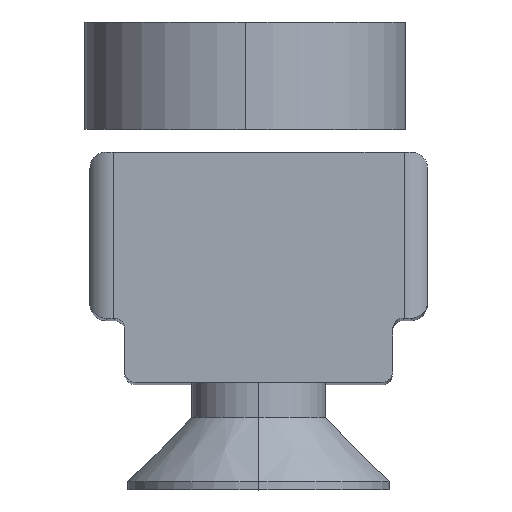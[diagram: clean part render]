
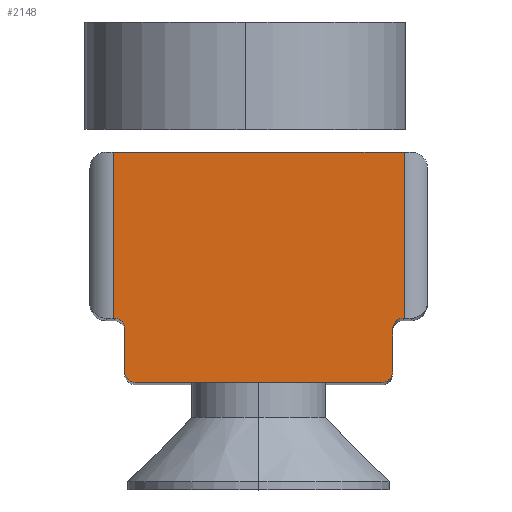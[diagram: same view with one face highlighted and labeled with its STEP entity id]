
A CAD part, top view. The second image highlights one B-rep face of the part: STEP entity #2148.
In plain terms, the highlighted face is planar.
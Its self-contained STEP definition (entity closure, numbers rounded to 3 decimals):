
#47 = EDGE_CURVE ( 'NONE', #651, #1658, #1945, .T. ) ;
#93 = CARTESIAN_POINT ( 'NONE',  ( 0., 0., 2.715 ) ) ;
#101 = ORIENTED_EDGE ( 'NONE', *, *, #1482, .F. ) ;
#120 = DIRECTION ( 'NONE',  ( 0., -1., 0. ) ) ;
#133 = DIRECTION ( 'NONE',  ( 0., 0., 1. ) ) ;
#145 = ORIENTED_EDGE ( 'NONE', *, *, #1409, .T. ) ;
#151 = CARTESIAN_POINT ( 'NONE',  ( 0., 0., -2.715 ) ) ;
#217 = CIRCLE ( 'NONE', #2398, 0.2 ) ;
#220 = CARTESIAN_POINT ( 'NONE',  ( 0., 4.1, 2.5 ) ) ;
#235 = CARTESIAN_POINT ( 'NONE',  ( 0., 3.3, 2.5 ) ) ;
#245 = VECTOR ( 'NONE', #1561, 1000. ) ;
#280 = DIRECTION ( 'NONE',  ( 0., 1., 0. ) ) ;
#297 = CARTESIAN_POINT ( 'NONE',  ( 0., 3.1, 2.715 ) ) ;
#306 = VECTOR ( 'NONE', #133, 1000. ) ;
#352 = CARTESIAN_POINT ( 'NONE',  ( 0., 4.1, -2.5 ) ) ;
#369 = CARTESIAN_POINT ( 'NONE',  ( 0., 3.1, 2.7 ) ) ;
#393 = LINE ( 'NONE', #2149, #2282 ) ;
#407 = LINE ( 'NONE', #761, #736 ) ;
#455 = ORIENTED_EDGE ( 'NONE', *, *, #47, .F. ) ;
#493 = VECTOR ( 'NONE', #280, 1000. ) ;
#501 = DIRECTION ( 'NONE',  ( 0., 0., -1. ) ) ;
#513 = VERTEX_POINT ( 'NONE', #235 ) ;
#551 = ORIENTED_EDGE ( 'NONE', *, *, #2428, .T. ) ;
#581 = ORIENTED_EDGE ( 'NONE', *, *, #2107, .T. ) ;
#601 = LINE ( 'NONE', #1342, #245 ) ;
#651 = VERTEX_POINT ( 'NONE', #352 ) ;
#670 = VECTOR ( 'NONE', #1017, 1000. ) ;
#717 = PLANE ( 'NONE',  #1654 ) ;
#728 = DIRECTION ( 'NONE',  ( 1., 0., 0. ) ) ;
#736 = VECTOR ( 'NONE', #1607, 1000. ) ;
#740 = VERTEX_POINT ( 'NONE', #1828 ) ;
#761 = CARTESIAN_POINT ( 'NONE',  ( 0., 0., -2.715 ) ) ;
#766 = ORIENTED_EDGE ( 'NONE', *, *, #1871, .T. ) ;
#850 = CARTESIAN_POINT ( 'NONE',  ( 0., 3.1, -2.7 ) ) ;
#871 = VERTEX_POINT ( 'NONE', #1563 ) ;
#884 = DIRECTION ( 'NONE',  ( 0., -1., 0. ) ) ;
#926 = CARTESIAN_POINT ( 'NONE',  ( 0., 4.1, -2.3 ) ) ;
#931 = CARTESIAN_POINT ( 'NONE',  ( 0., 3.7, -2.5 ) ) ;
#945 = VERTEX_POINT ( 'NONE', #2436 ) ;
#949 = AXIS2_PLACEMENT_3D ( 'NONE', #1738, #1332, #1525 ) ;
#973 = CARTESIAN_POINT ( 'NONE',  ( 0., 3.3, -2.7 ) ) ;
#986 = VECTOR ( 'NONE', #1601, 1000. ) ;
#1017 = DIRECTION ( 'NONE',  ( 0., 0., 1. ) ) ;
#1045 = VERTEX_POINT ( 'NONE', #151 ) ;
#1123 = LINE ( 'NONE', #1169, #306 ) ;
#1142 = ORIENTED_EDGE ( 'NONE', *, *, #2674, .F. ) ;
#1169 = CARTESIAN_POINT ( 'NONE',  ( 0., 3.1, 0. ) ) ;
#1179 = DIRECTION ( 'NONE',  ( 0., 0., 1. ) ) ;
#1222 = LINE ( 'NONE', #1663, #670 ) ;
#1237 = VERTEX_POINT ( 'NONE', #850 ) ;
#1251 = ORIENTED_EDGE ( 'NONE', *, *, #2258, .T. ) ;
#1332 = DIRECTION ( 'NONE',  ( 1., 0., 0. ) ) ;
#1342 = CARTESIAN_POINT ( 'NONE',  ( 0., 0., 0. ) ) ;
#1387 = CARTESIAN_POINT ( 'NONE',  ( 0., 4.3, 0. ) ) ;
#1409 = EDGE_CURVE ( 'NONE', #2012, #513, #393, .T. ) ;
#1449 = CIRCLE ( 'NONE', #2360, 0.2 ) ;
#1453 = CARTESIAN_POINT ( 'NONE',  ( 0., 3.3, -2.5 ) ) ;
#1465 = EDGE_CURVE ( 'NONE', #1658, #1237, #1732, .T. ) ;
#1471 = ORIENTED_EDGE ( 'NONE', *, *, #1465, .F. ) ;
#1482 = EDGE_CURVE ( 'NONE', #871, #740, #1550, .T. ) ;
#1507 = ORIENTED_EDGE ( 'NONE', *, *, #2186, .F. ) ;
#1517 = CIRCLE ( 'NONE', #949, 0.2 ) ;
#1525 = DIRECTION ( 'NONE',  ( 0., 0., 1. ) ) ;
#1550 = LINE ( 'NONE', #1387, #986 ) ;
#1551 = CARTESIAN_POINT ( 'NONE',  ( 0., 1.55, 2.715 ) ) ;
#1556 = DIRECTION ( 'NONE',  ( 0., -1., 0. ) ) ;
#1561 = DIRECTION ( 'NONE',  ( 0., 0., 1. ) ) ;
#1562 = CARTESIAN_POINT ( 'NONE',  ( 0., 3.3, 2.7 ) ) ;
#1563 = CARTESIAN_POINT ( 'NONE',  ( 0., 4.3, 2.3 ) ) ;
#1601 = DIRECTION ( 'NONE',  ( 0., 0., -1. ) ) ;
#1607 = DIRECTION ( 'NONE',  ( 0., 1., 0. ) ) ;
#1654 = AXIS2_PLACEMENT_3D ( 'NONE', #93, #728, #501 ) ;
#1658 = VERTEX_POINT ( 'NONE', #1453 ) ;
#1663 = CARTESIAN_POINT ( 'NONE',  ( 0., 3.1, 0. ) ) ;
#1732 = CIRCLE ( 'NONE', #2097, 0.2 ) ;
#1738 = CARTESIAN_POINT ( 'NONE',  ( 0., 4.1, 2.3 ) ) ;
#1753 = ORIENTED_EDGE ( 'NONE', *, *, #1991, .T. ) ;
#1796 = EDGE_LOOP ( 'NONE', ( #1142, #1507, #1753, #551, #1471, #455, #1919, #101, #1251, #145, #766, #581 ) ) ;
#1828 = CARTESIAN_POINT ( 'NONE',  ( 0., 4.3, -2.3 ) ) ;
#1836 = DIRECTION ( 'NONE',  ( -1., 0., 0. ) ) ;
#1844 = EDGE_CURVE ( 'NONE', #740, #651, #217, .T. ) ;
#1871 = EDGE_CURVE ( 'NONE', #513, #2455, #1449, .T. ) ;
#1919 = ORIENTED_EDGE ( 'NONE', *, *, #1844, .F. ) ;
#1945 = LINE ( 'NONE', #931, #2661 ) ;
#1991 = EDGE_CURVE ( 'NONE', #1045, #945, #407, .T. ) ;
#2012 = VERTEX_POINT ( 'NONE', #220 ) ;
#2097 = AXIS2_PLACEMENT_3D ( 'NONE', #973, #2693, #2666 ) ;
#2107 = EDGE_CURVE ( 'NONE', #2455, #2732, #1222, .T. ) ;
#2138 = VERTEX_POINT ( 'NONE', #2603 ) ;
#2148 = ADVANCED_FACE ( 'NONE', ( #2192 ), #717, .T. ) ;
#2149 = CARTESIAN_POINT ( 'NONE',  ( 0., 0., 2.5 ) ) ;
#2186 = EDGE_CURVE ( 'NONE', #1045, #2138, #601, .T. ) ;
#2192 = FACE_OUTER_BOUND ( 'NONE', #1796, .T. ) ;
#2197 = DIRECTION ( 'NONE',  ( -1., 0., 0. ) ) ;
#2258 = EDGE_CURVE ( 'NONE', #871, #2012, #1517, .T. ) ;
#2282 = VECTOR ( 'NONE', #884, 1000. ) ;
#2293 = LINE ( 'NONE', #1551, #493 ) ;
#2360 = AXIS2_PLACEMENT_3D ( 'NONE', #1562, #1836, #1179 ) ;
#2398 = AXIS2_PLACEMENT_3D ( 'NONE', #926, #2197, #1556 ) ;
#2428 = EDGE_CURVE ( 'NONE', #945, #1237, #1123, .T. ) ;
#2436 = CARTESIAN_POINT ( 'NONE',  ( 0., 3.1, -2.715 ) ) ;
#2455 = VERTEX_POINT ( 'NONE', #369 ) ;
#2603 = CARTESIAN_POINT ( 'NONE',  ( 0., 0., 2.715 ) ) ;
#2661 = VECTOR ( 'NONE', #120, 1000. ) ;
#2666 = DIRECTION ( 'NONE',  ( 0., 0., 1. ) ) ;
#2674 = EDGE_CURVE ( 'NONE', #2138, #2732, #2293, .T. ) ;
#2693 = DIRECTION ( 'NONE',  ( 1., 0., 0. ) ) ;
#2732 = VERTEX_POINT ( 'NONE', #297 ) ;
